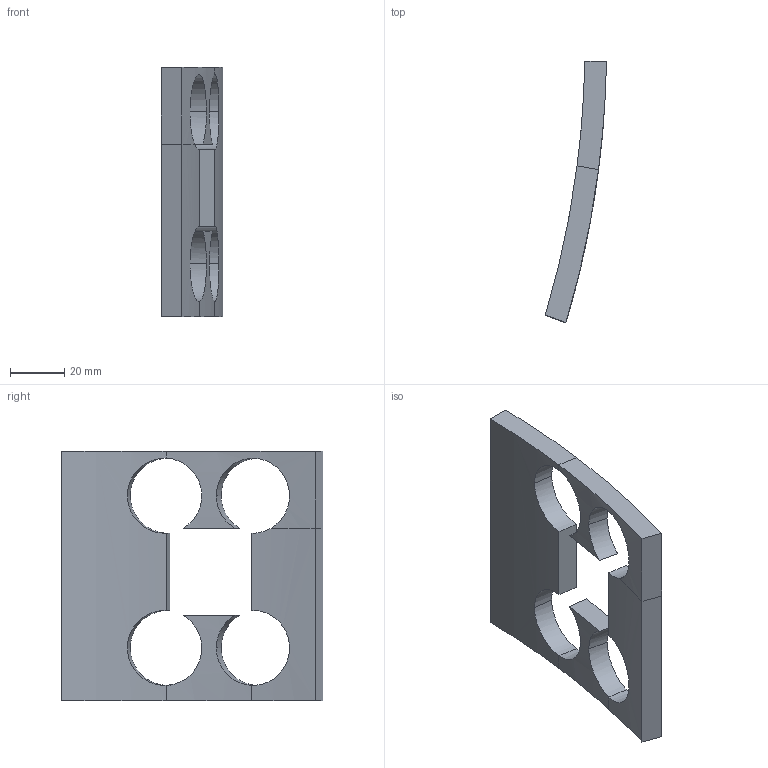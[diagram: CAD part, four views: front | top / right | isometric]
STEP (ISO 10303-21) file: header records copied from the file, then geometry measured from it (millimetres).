
FILE_DESCRIPTION(('Open CASCADE Model'),'2;1');
FILE_NAME('Open CASCADE Shape Model','2016-07-21T11:17:02',('Author'),( 'Open CASCADE'),'Open CASCADE STEP processor 6.5','Open CASCADE 6.5' ,'Unknown');
FILE_SCHEMA(('AUTOMOTIVE_DESIGN_CC2 { 1 2 10303 214 -1 1 5 4 }'));
Length unit declared in the file: millimetre
Products named in the file (4): Open CASCADE STEP translator 6.5 1; Open CASCADE STEP translator 6.5 2; Open CASCADE STEP translator 6.5 3; Open CASCADE STEP translator 6.5 4
Bounding box: 22.49 x 96.17 x 91.68 mm (x, y, z)
Volume: 43461.7 mm3; surface area: 17712.6 mm2
Topology: 4 solids, 4 shells, 44 faces, 108 edges, 72 vertices
Faces by surface type: cylinder 24, plane 20
Entity records: 7464 total; most frequent: CARTESIAN_POINT 5594, DIRECTION 235, ORIENTED_EDGE 216, PCURVE 216, DEFINITIONAL_REPRESENTATION 216, B_SPLINE_CURVE_WITH_KNOTS 194, EDGE_CURVE 108, SURFACE_CURVE 108
